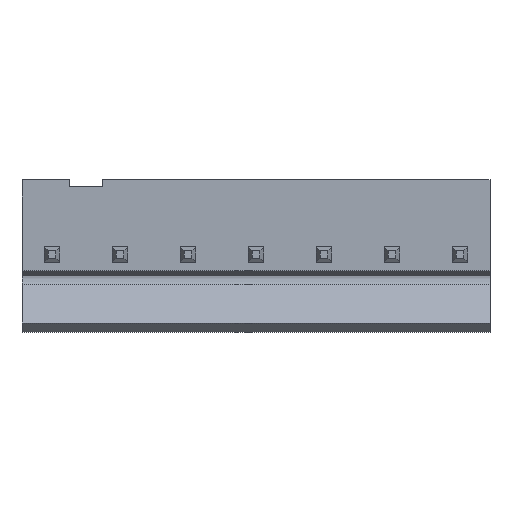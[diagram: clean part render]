
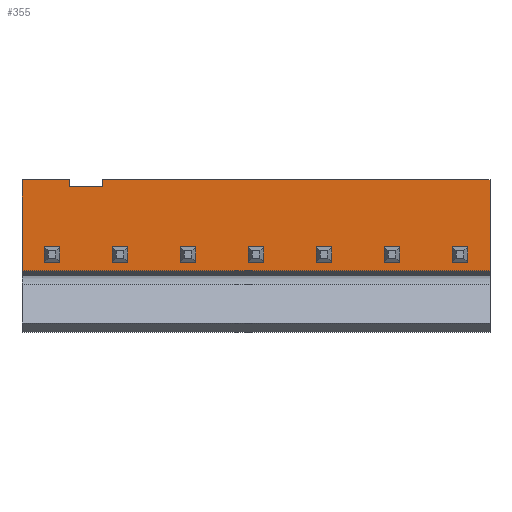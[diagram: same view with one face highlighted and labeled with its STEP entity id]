
A CAD part, top view. The second image highlights one B-rep face of the part: STEP entity #355.
In plain terms, the highlighted planar face has unit normal (0, 0, 1).
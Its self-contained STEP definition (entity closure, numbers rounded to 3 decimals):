
#355=ADVANCED_FACE('',(#718),#720,.T.);
#718=FACE_BOUND('',#719,.T.);
#719=EDGE_LOOP('',(#1000,#1001,#1002,#1003,#1004,#1005,#1006,#1007));
#720=PLANE('',#721);
#721=AXIS2_PLACEMENT_3D('',#722,#723,#724);
#722=CARTESIAN_POINT('',(32.73,-1.19,3.2));
#723=DIRECTION('',(0.,-0.,1.));
#724=DIRECTION('',(0.,1.,0.));
#1000=ORIENTED_EDGE('',*,*,#1204,.T.);
#1001=ORIENTED_EDGE('',*,*,#1205,.T.);
#1002=ORIENTED_EDGE('',*,*,#1203,.T.);
#1003=ORIENTED_EDGE('',*,*,#1206,.F.);
#1004=ORIENTED_EDGE('',*,*,#1207,.F.);
#1005=ORIENTED_EDGE('',*,*,#1208,.T.);
#1006=ORIENTED_EDGE('',*,*,#1199,.T.);
#1007=ORIENTED_EDGE('',*,*,#1209,.T.);
#1199=EDGE_CURVE('',#1311,#1309,#1312,.T.);
#1203=EDGE_CURVE('',#1314,#1316,#1318,.T.);
#1204=EDGE_CURVE('',#1319,#1320,#1321,.F.);
#1205=EDGE_CURVE('',#1320,#1314,#1322,.F.);
#1206=EDGE_CURVE('',#1323,#1316,#1324,.T.);
#1207=EDGE_CURVE('',#1325,#1323,#1326,.T.);
#1208=EDGE_CURVE('',#1325,#1311,#1327,.T.);
#1209=EDGE_CURVE('',#1309,#1319,#1328,.F.);
#1309=VERTEX_POINT('',#1494);
#1311=VERTEX_POINT('',#1498);
#1312=LINE('',#1499,#1500);
#1314=VERTEX_POINT('',#1505);
#1316=VERTEX_POINT('',#1509);
#1318=LINE('',#1513,#1514);
#1319=VERTEX_POINT('',#1516);
#1320=VERTEX_POINT('',#1517);
#1321=LINE('',#1518,#1519);
#1322=LINE('',#1521,#1522);
#1323=VERTEX_POINT('',#1524);
#1324=LINE('',#1525,#1526);
#1325=VERTEX_POINT('',#1528);
#1326=LINE('',#1529,#1530);
#1327=LINE('',#1532,#1533);
#1328=LINE('',#1535,#1536);
#1494=CARTESIAN_POINT('',(3.79,5.6,3.2));
#1498=CARTESIAN_POINT('',(32.73,5.6,3.2));
#1499=CARTESIAN_POINT('',(32.73,5.6,3.2));
#1500=VECTOR('',#1501,1.);
#1501=DIRECTION('',(-1.,0.,0.));
#1505=CARTESIAN_POINT('',(1.29,5.6,3.2));
#1509=CARTESIAN_POINT('',(-2.25,5.6,3.2));
#1513=CARTESIAN_POINT('',(1.29,5.6,3.2));
#1514=VECTOR('',#1515,1.);
#1515=DIRECTION('',(-1.,0.,0.));
#1516=CARTESIAN_POINT('',(3.79,5.1,3.2));
#1517=CARTESIAN_POINT('',(1.29,5.1,3.2));
#1518=CARTESIAN_POINT('',(1.29,5.1,3.2));
#1519=VECTOR('',#1520,1.);
#1520=DIRECTION('',(1.,0.,0.));
#1521=CARTESIAN_POINT('',(1.29,5.6,3.2));
#1522=VECTOR('',#1523,1.);
#1523=DIRECTION('',(0.,-1.,0.));
#1524=CARTESIAN_POINT('',(-2.25,-1.19,3.2));
#1525=CARTESIAN_POINT('',(-2.25,-1.19,3.2));
#1526=VECTOR('',#1527,1.);
#1527=DIRECTION('',(0.,1.,0.));
#1528=CARTESIAN_POINT('',(32.73,-1.19,3.2));
#1529=CARTESIAN_POINT('',(32.73,-1.19,3.2));
#1530=VECTOR('',#1531,1.);
#1531=DIRECTION('',(-1.,0.,0.));
#1532=CARTESIAN_POINT('',(32.73,-1.19,3.2));
#1533=VECTOR('',#1534,1.);
#1534=DIRECTION('',(0.,1.,0.));
#1535=CARTESIAN_POINT('',(3.79,5.1,3.2));
#1536=VECTOR('',#1537,1.);
#1537=DIRECTION('',(0.,1.,0.));
